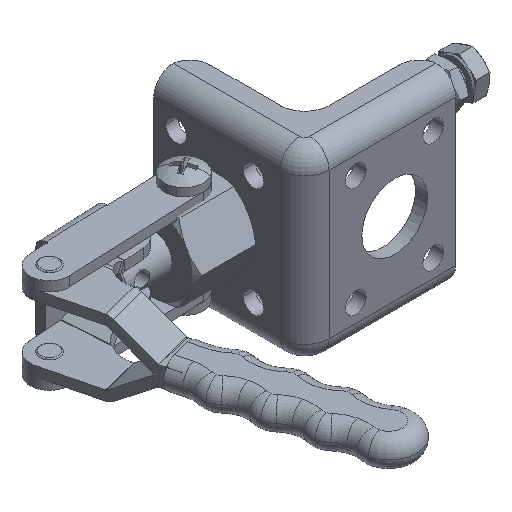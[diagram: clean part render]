
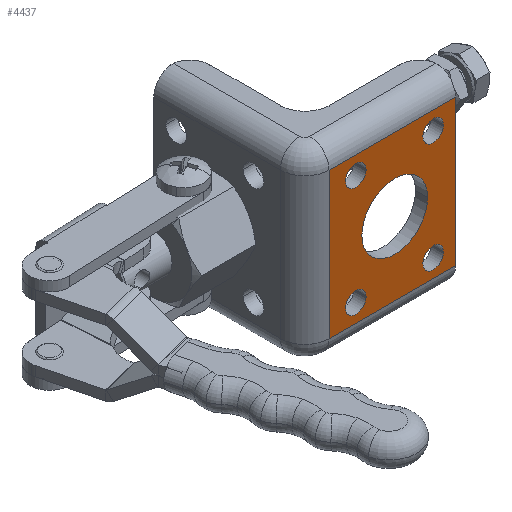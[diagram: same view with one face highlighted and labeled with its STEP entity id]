
A CAD part, isometric view. The second image highlights one B-rep face of the part: STEP entity #4437.
In plain terms, the highlighted face is planar.
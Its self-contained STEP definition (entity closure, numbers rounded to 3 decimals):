
#1316 = VERTEX_POINT ( 'NONE', #10754 ) ;
#1317 = VERTEX_POINT ( 'NONE', #10748 ) ;
#1331 = VERTEX_POINT ( 'NONE', #12798 ) ;
#1335 = VERTEX_POINT ( 'NONE', #12800 ) ;
#1339 = VERTEX_POINT ( 'NONE', #12812 ) ;
#1375 = VERTEX_POINT ( 'NONE', #12740 ) ;
#1411 = VERTEX_POINT ( 'NONE', #25358 ) ;
#1434 = VERTEX_POINT ( 'NONE', #25345 ) ;
#1443 = VERTEX_POINT ( 'NONE', #25339 ) ;
#1451 = VERTEX_POINT ( 'NONE', #25322 ) ;
#1453 = VERTEX_POINT ( 'NONE', #25340 ) ;
#1542 = VERTEX_POINT ( 'NONE', #22297 ) ;
#1551 = VERTEX_POINT ( 'NONE', #22306 ) ;
#1552 = VERTEX_POINT ( 'NONE', #22307 ) ;
#2452 = CARTESIAN_POINT ( 'NONE',  ( 0., 22.6, -21. ) ) ;
#2453 = DIRECTION ( 'NONE',  ( -1., 0., 0. ) ) ;
#2454 = DIRECTION ( 'NONE',  ( 0., 0., 1. ) ) ;
#2455 = CARTESIAN_POINT ( 'NONE',  ( 0., 22.6, -52.8 ) ) ;
#2456 = DIRECTION ( 'NONE',  ( -1., 0., 0. ) ) ;
#2457 = DIRECTION ( 'NONE',  ( 0., 0., 1. ) ) ;
#2459 = CARTESIAN_POINT ( 'NONE',  ( 0., -22.6, -52.8 ) ) ;
#2460 = DIRECTION ( 'NONE',  ( -1., 0., 0. ) ) ;
#2461 = DIRECTION ( 'NONE',  ( 0., 0., 1. ) ) ;
#2587 = CARTESIAN_POINT ( 'NONE',  ( 0., -22.6, -21. ) ) ;
#2588 = DIRECTION ( 'NONE',  ( -1., 0., 0. ) ) ;
#2589 = DIRECTION ( 'NONE',  ( 0., 0., 1. ) ) ;
#2644 = CARTESIAN_POINT ( 'NONE',  ( 0., 0., -37. ) ) ;
#2645 = DIRECTION ( 'NONE',  ( -1., 0., 0. ) ) ;
#2646 = DIRECTION ( 'NONE',  ( 0., 0., 1. ) ) ;
#2689 = DIRECTION ( 'NONE',  ( 0., 0., 1. ) ) ;
#2690 = CARTESIAN_POINT ( 'NONE',  ( 0., 30., -10. ) ) ;
#4437 = ADVANCED_FACE ( 'NONE', ( #26110, #26114, #26111, #26113, #26112, #26115 ), #5575, .F. ) ;
#5569 = DIRECTION ( 'NONE',  ( -1., 0., 0. ) ) ;
#5575 = PLANE ( 'NONE',  #32536 ) ;
#5576 = CARTESIAN_POINT ( 'NONE',  ( 0., 38., -10. ) ) ;
#5578 = DIRECTION ( 'NONE',  ( 0., 0., 1. ) ) ;
#7699 = EDGE_CURVE ( 'NONE', #1411, #1339, #27284, .T. ) ;
#7700 = EDGE_CURVE ( 'NONE', #1443, #1453, #27285, .T. ) ;
#7701 = EDGE_CURVE ( 'NONE', #1335, #1317, #27282, .T. ) ;
#7736 = EDGE_CURVE ( 'NONE', #1375, #1316, #27322, .T. ) ;
#7745 = EDGE_CURVE ( 'NONE', #1451, #1331, #27336, .T. ) ;
#7767 = EDGE_CURVE ( 'NONE', #1551, #1434, #27360, .T. ) ;
#10748 = CARTESIAN_POINT ( 'NONE',  ( 0., -22.6, -57.05 ) ) ;
#10754 = CARTESIAN_POINT ( 'NONE',  ( 0., -22.6, -16.75 ) ) ;
#12740 = CARTESIAN_POINT ( 'NONE',  ( 0., -22.6, -25.25 ) ) ;
#12798 = CARTESIAN_POINT ( 'NONE',  ( 0., 0., -23.5 ) ) ;
#12800 = CARTESIAN_POINT ( 'NONE',  ( 0., -22.6, -48.55 ) ) ;
#12812 = CARTESIAN_POINT ( 'NONE',  ( 0., 22.6, -25.25 ) ) ;
#12928 = CARTESIAN_POINT ( 'NONE',  ( 0., -22.6, -52.8 ) ) ;
#12929 = DIRECTION ( 'NONE',  ( -1., 0., 0. ) ) ;
#12930 = DIRECTION ( 'NONE',  ( 0., 0., 1. ) ) ;
#12990 = CARTESIAN_POINT ( 'NONE',  ( 0., 22.6, -21. ) ) ;
#12991 = DIRECTION ( 'NONE',  ( -1., 0., 0. ) ) ;
#12992 = DIRECTION ( 'NONE',  ( 0., 0., 1. ) ) ;
#13044 = CARTESIAN_POINT ( 'NONE',  ( 0., -22.6, -21. ) ) ;
#13045 = DIRECTION ( 'NONE',  ( -1., 0., 0. ) ) ;
#13046 = DIRECTION ( 'NONE',  ( 0., 0., 1. ) ) ;
#13047 = DIRECTION ( 'NONE',  ( 0., -1., 0. ) ) ;
#13048 = CARTESIAN_POINT ( 'NONE',  ( 0., 0., -37. ) ) ;
#13049 = DIRECTION ( 'NONE',  ( -1., 0., 0. ) ) ;
#13050 = DIRECTION ( 'NONE',  ( 0., 0., 1. ) ) ;
#13052 = CARTESIAN_POINT ( 'NONE',  ( 0., 38., -10. ) ) ;
#13107 = CARTESIAN_POINT ( 'NONE',  ( 0., 22.6, -52.8 ) ) ;
#13108 = DIRECTION ( 'NONE',  ( -1., 0., 0. ) ) ;
#13109 = DIRECTION ( 'NONE',  ( 0., 0., 1. ) ) ;
#13147 = CARTESIAN_POINT ( 'NONE',  ( 0., -30., -10. ) ) ;
#13148 = DIRECTION ( 'NONE',  ( 0., 0., -1. ) ) ;
#13370 = CARTESIAN_POINT ( 'NONE',  ( 0., 38., -62. ) ) ;
#13371 = DIRECTION ( 'NONE',  ( 0., -1., 0. ) ) ;
#18416 = EDGE_LOOP ( 'NONE', ( #23720, #23721 ) ) ;
#18417 = EDGE_LOOP ( 'NONE', ( #23712, #23713 ) ) ;
#18434 = EDGE_LOOP ( 'NONE', ( #23722, #23723, #23724, #23725 ) ) ;
#18445 = EDGE_LOOP ( 'NONE', ( #23716, #23717 ) ) ;
#18454 = EDGE_LOOP ( 'NONE', ( #23718, #23719 ) ) ;
#18462 = EDGE_LOOP ( 'NONE', ( #23714, #23715 ) ) ;
#20999 = EDGE_CURVE ( 'NONE', #1317, #1335, #27377, .T. ) ;
#21010 = EDGE_CURVE ( 'NONE', #1339, #1411, #27391, .T. ) ;
#21019 = EDGE_CURVE ( 'NONE', #1316, #1375, #27397, .T. ) ;
#21020 = EDGE_CURVE ( 'NONE', #1331, #1451, #27403, .T. ) ;
#21022 = EDGE_CURVE ( 'NONE', #1434, #1542, #27401, .T. ) ;
#21043 = EDGE_CURVE ( 'NONE', #1453, #1443, #27436, .T. ) ;
#21046 = EDGE_CURVE ( 'NONE', #1542, #1552, #27439, .T. ) ;
#21122 = EDGE_CURVE ( 'NONE', #1551, #1552, #27547, .T. ) ;
#22297 = CARTESIAN_POINT ( 'NONE',  ( 0., -30., -10. ) ) ;
#22306 = CARTESIAN_POINT ( 'NONE',  ( 0., 30., -62. ) ) ;
#22307 = CARTESIAN_POINT ( 'NONE',  ( 0., -30., -62. ) ) ;
#23712 = ORIENTED_EDGE ( 'NONE', *, *, #21020, .T. ) ;
#23713 = ORIENTED_EDGE ( 'NONE', *, *, #7745, .T. ) ;
#23714 = ORIENTED_EDGE ( 'NONE', *, *, #21019, .T. ) ;
#23715 = ORIENTED_EDGE ( 'NONE', *, *, #7736, .T. ) ;
#23716 = ORIENTED_EDGE ( 'NONE', *, *, #7701, .T. ) ;
#23717 = ORIENTED_EDGE ( 'NONE', *, *, #20999, .T. ) ;
#23718 = ORIENTED_EDGE ( 'NONE', *, *, #7699, .T. ) ;
#23719 = ORIENTED_EDGE ( 'NONE', *, *, #21010, .T. ) ;
#23720 = ORIENTED_EDGE ( 'NONE', *, *, #7700, .T. ) ;
#23721 = ORIENTED_EDGE ( 'NONE', *, *, #21043, .T. ) ;
#23722 = ORIENTED_EDGE ( 'NONE', *, *, #21122, .F. ) ;
#23723 = ORIENTED_EDGE ( 'NONE', *, *, #7767, .T. ) ;
#23724 = ORIENTED_EDGE ( 'NONE', *, *, #21022, .T. ) ;
#23725 = ORIENTED_EDGE ( 'NONE', *, *, #21046, .T. ) ;
#25322 = CARTESIAN_POINT ( 'NONE',  ( 0., 0., -50.5 ) ) ;
#25339 = CARTESIAN_POINT ( 'NONE',  ( 0., 22.6, -48.55 ) ) ;
#25340 = CARTESIAN_POINT ( 'NONE',  ( 0., 22.6, -57.05 ) ) ;
#25345 = CARTESIAN_POINT ( 'NONE',  ( 0., 30., -10. ) ) ;
#25358 = CARTESIAN_POINT ( 'NONE',  ( 0., 22.6, -16.75 ) ) ;
#26110 = FACE_BOUND ( 'NONE', #18417, .T. ) ;
#26111 = FACE_BOUND ( 'NONE', #18445, .T. ) ;
#26112 = FACE_BOUND ( 'NONE', #18416, .T. ) ;
#26113 = FACE_BOUND ( 'NONE', #18454, .T. ) ;
#26114 = FACE_BOUND ( 'NONE', #18462, .T. ) ;
#26115 = FACE_OUTER_BOUND ( 'NONE', #18434, .T. ) ;
#27282 = CIRCLE ( 'NONE', #28718, 4.25 ) ;
#27284 = CIRCLE ( 'NONE', #28716, 4.25 ) ;
#27285 = CIRCLE ( 'NONE', #28717, 4.25 ) ;
#27322 = CIRCLE ( 'NONE', #28733, 4.25 ) ;
#27336 = CIRCLE ( 'NONE', #28737, 13.5 ) ;
#27360 = LINE ( 'NONE', #2690, #27362 ) ;
#27362 = VECTOR ( 'NONE', #2689, 1000. ) ;
#27377 = CIRCLE ( 'NONE', #28753, 4.25 ) ;
#27391 = CIRCLE ( 'NONE', #28758, 4.25 ) ;
#27397 = CIRCLE ( 'NONE', #28760, 4.25 ) ;
#27401 = LINE ( 'NONE', #13052, #27407 ) ;
#27403 = CIRCLE ( 'NONE', #28761, 13.5 ) ;
#27407 = VECTOR ( 'NONE', #13047, 1000. ) ;
#27436 = CIRCLE ( 'NONE', #28771, 4.25 ) ;
#27439 = LINE ( 'NONE', #13147, #27440 ) ;
#27440 = VECTOR ( 'NONE', #13148, 1000. ) ;
#27547 = LINE ( 'NONE', #13370, #27549 ) ;
#27549 = VECTOR ( 'NONE', #13371, 1000. ) ;
#28716 = AXIS2_PLACEMENT_3D ( 'NONE', #2452, #2453, #2454 ) ;
#28717 = AXIS2_PLACEMENT_3D ( 'NONE', #2455, #2456, #2457 ) ;
#28718 = AXIS2_PLACEMENT_3D ( 'NONE', #2459, #2460, #2461 ) ;
#28733 = AXIS2_PLACEMENT_3D ( 'NONE', #2587, #2588, #2589 ) ;
#28737 = AXIS2_PLACEMENT_3D ( 'NONE', #2644, #2645, #2646 ) ;
#28753 = AXIS2_PLACEMENT_3D ( 'NONE', #12928, #12929, #12930 ) ;
#28758 = AXIS2_PLACEMENT_3D ( 'NONE', #12990, #12991, #12992 ) ;
#28760 = AXIS2_PLACEMENT_3D ( 'NONE', #13044, #13045, #13046 ) ;
#28761 = AXIS2_PLACEMENT_3D ( 'NONE', #13048, #13049, #13050 ) ;
#28771 = AXIS2_PLACEMENT_3D ( 'NONE', #13107, #13108, #13109 ) ;
#32536 = AXIS2_PLACEMENT_3D ( 'NONE', #5576, #5569, #5578 ) ;
